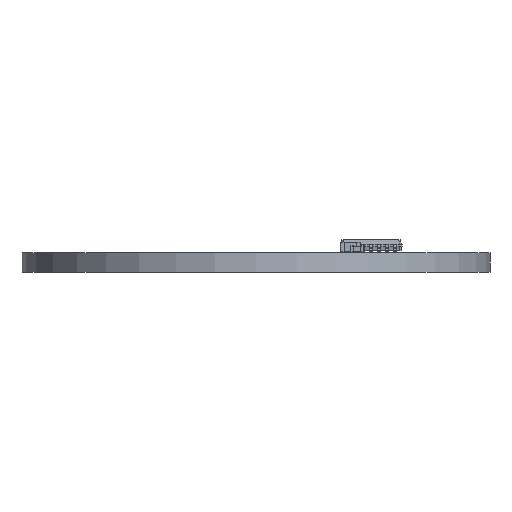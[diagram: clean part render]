
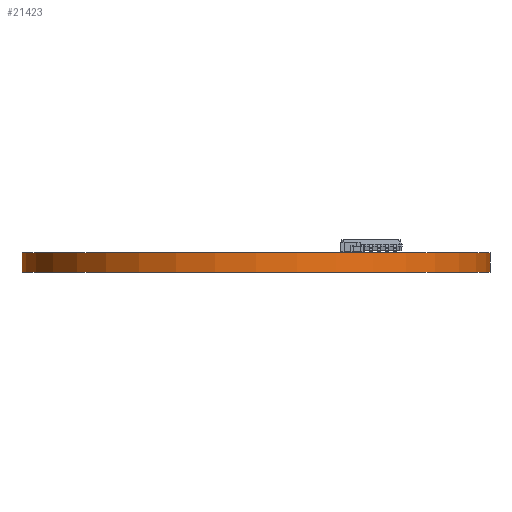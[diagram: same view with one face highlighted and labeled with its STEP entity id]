
A CAD part, front view. The second image highlights one B-rep face of the part: STEP entity #21423.
In plain terms, the highlighted cylindrical face has radius 18.9 mm (diameter 37.8 mm), a full revolution.
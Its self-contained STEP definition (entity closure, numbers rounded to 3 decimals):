
#21423 = ADVANCED_FACE('',(#21424),#21437,.T.);
#21424 = FACE_BOUND('',#21425,.T.);
#21425 = EDGE_LOOP('',(#21426,#21460,#21483,#21510));
#21426 = ORIENTED_EDGE('',*,*,#21427,.F.);
#21427 = EDGE_CURVE('',#21428,#21428,#21430,.T.);
#21428 = VERTEX_POINT('',#21429);
#21429 = CARTESIAN_POINT('',(147.932,-96.52,1.6));
#21430 = SURFACE_CURVE('',#21431,(#21436,#21448),.PCURVE_S1.);
#21431 = CIRCLE('',#21432,18.9);
#21432 = AXIS2_PLACEMENT_3D('',#21433,#21434,#21435);
#21433 = CARTESIAN_POINT('',(129.032,-96.52,1.6));
#21434 = DIRECTION('',(0.,0.,1.));
#21435 = DIRECTION('',(1.,0.,-0.));
#21436 = PCURVE('',#21437,#21442);
#21437 = CYLINDRICAL_SURFACE('',#21438,18.9);
#21438 = AXIS2_PLACEMENT_3D('',#21439,#21440,#21441);
#21439 = CARTESIAN_POINT('',(129.032,-96.52,0.));
#21440 = DIRECTION('',(0.,0.,1.));
#21441 = DIRECTION('',(1.,0.,-0.));
#21442 = DEFINITIONAL_REPRESENTATION('',(#21443),#21447);
#21443 = LINE('',#21444,#21445);
#21444 = CARTESIAN_POINT('',(0.,1.6));
#21445 = VECTOR('',#21446,1.);
#21446 = DIRECTION('',(1.,0.));
#21447 = ( GEOMETRIC_REPRESENTATION_CONTEXT(2) 
PARAMETRIC_REPRESENTATION_CONTEXT() REPRESENTATION_CONTEXT('2D SPACE',''
  ) );
#21448 = PCURVE('',#21449,#21454);
#21449 = PLANE('',#21450);
#21450 = AXIS2_PLACEMENT_3D('',#21451,#21452,#21453);
#21451 = CARTESIAN_POINT('',(129.032,-96.52,1.6));
#21452 = DIRECTION('',(0.,0.,1.));
#21453 = DIRECTION('',(1.,0.,-0.));
#21454 = DEFINITIONAL_REPRESENTATION('',(#21455),#21459);
#21455 = CIRCLE('',#21456,18.9);
#21456 = AXIS2_PLACEMENT_2D('',#21457,#21458);
#21457 = CARTESIAN_POINT('',(0.,0.));
#21458 = DIRECTION('',(1.,0.));
#21459 = ( GEOMETRIC_REPRESENTATION_CONTEXT(2) 
PARAMETRIC_REPRESENTATION_CONTEXT() REPRESENTATION_CONTEXT('2D SPACE',''
  ) );
#21460 = ORIENTED_EDGE('',*,*,#21461,.F.);
#21461 = EDGE_CURVE('',#21462,#21428,#21464,.T.);
#21462 = VERTEX_POINT('',#21463);
#21463 = CARTESIAN_POINT('',(147.932,-96.52,0.));
#21464 = SEAM_CURVE('',#21465,(#21469,#21476),.PCURVE_S1.);
#21465 = LINE('',#21466,#21467);
#21466 = CARTESIAN_POINT('',(147.932,-96.52,0.));
#21467 = VECTOR('',#21468,1.);
#21468 = DIRECTION('',(0.,0.,1.));
#21469 = PCURVE('',#21437,#21470);
#21470 = DEFINITIONAL_REPRESENTATION('',(#21471),#21475);
#21471 = LINE('',#21472,#21473);
#21472 = CARTESIAN_POINT('',(6.283,-0.));
#21473 = VECTOR('',#21474,1.);
#21474 = DIRECTION('',(0.,1.));
#21475 = ( GEOMETRIC_REPRESENTATION_CONTEXT(2) 
PARAMETRIC_REPRESENTATION_CONTEXT() REPRESENTATION_CONTEXT('2D SPACE',''
  ) );
#21476 = PCURVE('',#21437,#21477);
#21477 = DEFINITIONAL_REPRESENTATION('',(#21478),#21482);
#21478 = LINE('',#21479,#21480);
#21479 = CARTESIAN_POINT('',(0.,-0.));
#21480 = VECTOR('',#21481,1.);
#21481 = DIRECTION('',(0.,1.));
#21482 = ( GEOMETRIC_REPRESENTATION_CONTEXT(2) 
PARAMETRIC_REPRESENTATION_CONTEXT() REPRESENTATION_CONTEXT('2D SPACE',''
  ) );
#21483 = ORIENTED_EDGE('',*,*,#21484,.T.);
#21484 = EDGE_CURVE('',#21462,#21462,#21485,.T.);
#21485 = SURFACE_CURVE('',#21486,(#21491,#21498),.PCURVE_S1.);
#21486 = CIRCLE('',#21487,18.9);
#21487 = AXIS2_PLACEMENT_3D('',#21488,#21489,#21490);
#21488 = CARTESIAN_POINT('',(129.032,-96.52,0.));
#21489 = DIRECTION('',(0.,0.,1.));
#21490 = DIRECTION('',(1.,0.,-0.));
#21491 = PCURVE('',#21437,#21492);
#21492 = DEFINITIONAL_REPRESENTATION('',(#21493),#21497);
#21493 = LINE('',#21494,#21495);
#21494 = CARTESIAN_POINT('',(0.,0.));
#21495 = VECTOR('',#21496,1.);
#21496 = DIRECTION('',(1.,0.));
#21497 = ( GEOMETRIC_REPRESENTATION_CONTEXT(2) 
PARAMETRIC_REPRESENTATION_CONTEXT() REPRESENTATION_CONTEXT('2D SPACE',''
  ) );
#21498 = PCURVE('',#21499,#21504);
#21499 = PLANE('',#21500);
#21500 = AXIS2_PLACEMENT_3D('',#21501,#21502,#21503);
#21501 = CARTESIAN_POINT('',(129.032,-96.52,0.));
#21502 = DIRECTION('',(0.,0.,1.));
#21503 = DIRECTION('',(1.,0.,-0.));
#21504 = DEFINITIONAL_REPRESENTATION('',(#21505),#21509);
#21505 = CIRCLE('',#21506,18.9);
#21506 = AXIS2_PLACEMENT_2D('',#21507,#21508);
#21507 = CARTESIAN_POINT('',(0.,0.));
#21508 = DIRECTION('',(1.,0.));
#21509 = ( GEOMETRIC_REPRESENTATION_CONTEXT(2) 
PARAMETRIC_REPRESENTATION_CONTEXT() REPRESENTATION_CONTEXT('2D SPACE',''
  ) );
#21510 = ORIENTED_EDGE('',*,*,#21461,.T.);
